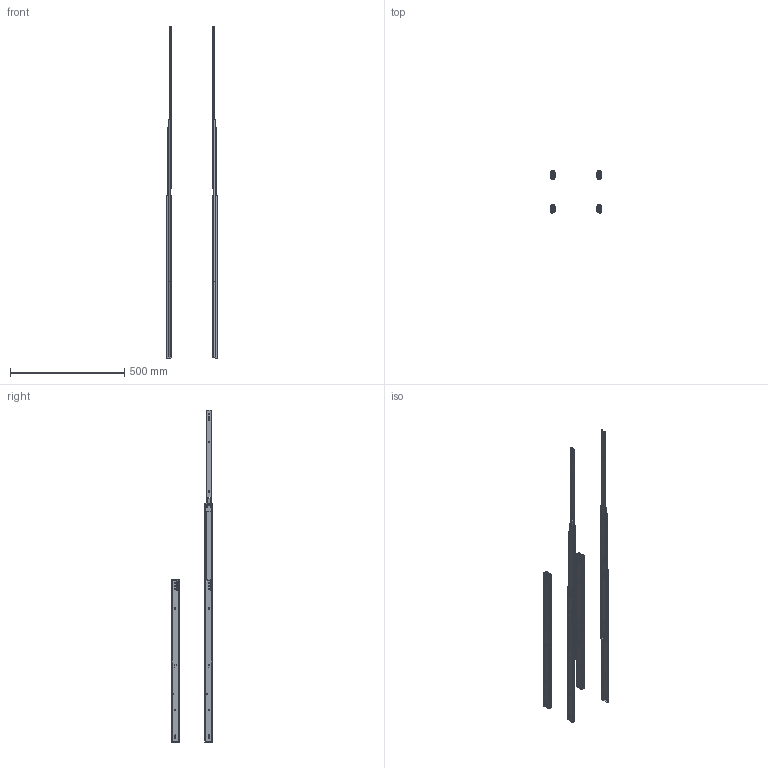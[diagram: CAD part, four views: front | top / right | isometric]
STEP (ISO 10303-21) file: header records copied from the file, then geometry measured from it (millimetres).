
FILE_DESCRIPTION (( 'STEP AP214' ), '1' );
FILE_NAME ('04488-Full Extension Drawer Slides Pair Stainless Steel 711mm.STEP', '2018-10-29T19:28:39', ( '' ), ( '' ), 'SwSTEP 2.0', 'SolidWorks 2018', '' );
FILE_SCHEMA (( 'AUTOMOTIVE_DESIGN' ));
Length unit declared in the file: millimetre
Products named in the file (6): 4488 inner bearing; 4488 outter bearing; 4488 inner; 04488-Full Extension Drawer Slides Pair Stainless Steel 711mm; 4488 middle; 4488 outter
Assembly tree (20 placements, depth 2):
  04488-Full Extension Drawer Slides Pair Stainless Steel 711mm
    4488 outter  x4
    4488 middle  x4
    4488 inner  x4
    4488 outter bearing  x4
    4488 inner bearing  x4
Bounding box: 221.92 x 183.37 x 1453.6 mm (x, y, z)
Volume: 759351.2 mm3; surface area: 1061517.6 mm2
Topology: 28 solids, 28 shells, 3132 faces, 8616 edges, 5672 vertices
Faces by surface type: plane 1928, cylinder 772, bspline 432
Entity records: 31368 total; most frequent: CARTESIAN_POINT 11320, ORIENTED_EDGE 4308, DIRECTION 3720, EDGE_CURVE 2154, LINE 1540, VECTOR 1540, VERTEX_POINT 1418, AXIS2_PLACEMENT_3D 1090
